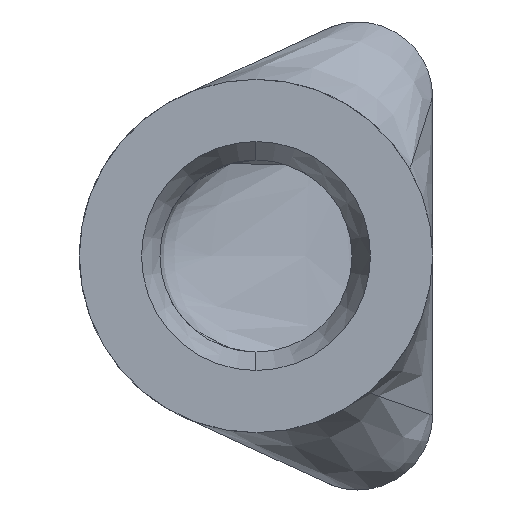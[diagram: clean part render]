
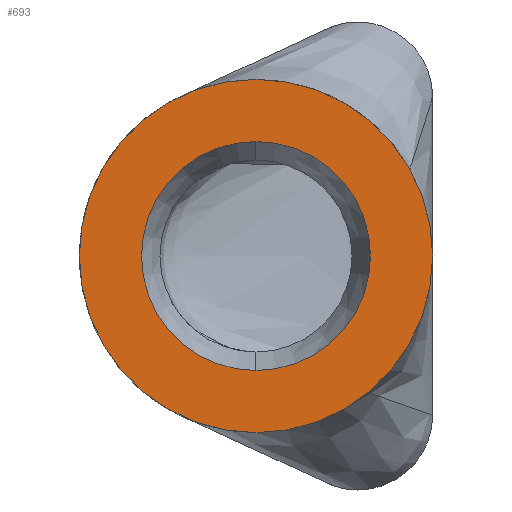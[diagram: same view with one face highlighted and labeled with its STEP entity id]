
A CAD part, left-side view. The second image highlights one B-rep face of the part: STEP entity #693.
In plain terms, the highlighted planar face has unit normal (-1, 0, 0).
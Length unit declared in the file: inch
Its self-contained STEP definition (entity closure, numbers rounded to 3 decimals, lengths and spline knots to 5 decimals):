
#2 = CARTESIAN_POINT ( 'NONE',  ( 0., 0.3125, 0. ) ) ;
#19 = AXIS2_PLACEMENT_3D ( 'NONE', #478, #832, #47 ) ;
#33 = CARTESIAN_POINT ( 'NONE',  ( 0., 0.3125, 0.3125 ) ) ;
#47 = DIRECTION ( 'NONE',  ( 0., 0., 1. ) ) ;
#171 = AXIS2_PLACEMENT_3D ( 'NONE', #281, #1008, #752 ) ;
#174 = VERTEX_POINT ( 'NONE', #225 ) ;
#205 = CIRCLE ( 'NONE', #19, 0.20264 ) ;
#225 = CARTESIAN_POINT ( 'NONE',  ( 0., 0.3125, 0.20264 ) ) ;
#239 = EDGE_LOOP ( 'NONE', ( #876, #977 ) ) ;
#252 = CARTESIAN_POINT ( 'NONE',  ( 0., 0., 0. ) ) ;
#260 = CIRCLE ( 'NONE', #440, 0.3125 ) ;
#275 = DIRECTION ( 'NONE',  ( 0., 0., 1. ) ) ;
#281 = CARTESIAN_POINT ( 'NONE',  ( 0., 0.3125, 0. ) ) ;
#329 = EDGE_CURVE ( 'NONE', #1080, #466, #260, .T. ) ;
#342 = ORIENTED_EDGE ( 'NONE', *, *, #938, .T. ) ;
#389 = EDGE_LOOP ( 'NONE', ( #342, #884 ) ) ;
#401 = VERTEX_POINT ( 'NONE', #710 ) ;
#440 = AXIS2_PLACEMENT_3D ( 'NONE', #2, #1066, #275 ) ;
#447 = DIRECTION ( 'NONE',  ( -1., 0., 0. ) ) ;
#466 = VERTEX_POINT ( 'NONE', #33 ) ;
#476 = CIRCLE ( 'NONE', #1084, 0.3125 ) ;
#478 = CARTESIAN_POINT ( 'NONE',  ( 0., 0.3125, 0. ) ) ;
#499 = EDGE_CURVE ( 'NONE', #174, #401, #646, .T. ) ;
#503 = EDGE_CURVE ( 'NONE', #401, #174, #205, .T. ) ;
#628 = DIRECTION ( 'NONE',  ( 0., 0., 1. ) ) ;
#646 = CIRCLE ( 'NONE', #171, 0.20264 ) ;
#692 = FACE_OUTER_BOUND ( 'NONE', #389, .T. ) ;
#693 = ADVANCED_FACE ( 'NONE', ( #905, #692 ), #1062, .T. ) ;
#710 = CARTESIAN_POINT ( 'NONE',  ( 0., 0.3125, -0.20264 ) ) ;
#721 = DIRECTION ( 'NONE',  ( -1., 0., 0. ) ) ;
#752 = DIRECTION ( 'NONE',  ( 0., 0., 1. ) ) ;
#804 = CARTESIAN_POINT ( 'NONE',  ( 0., 0.3125, 0. ) ) ;
#832 = DIRECTION ( 'NONE',  ( 1., 0., 0. ) ) ;
#876 = ORIENTED_EDGE ( 'NONE', *, *, #499, .T. ) ;
#884 = ORIENTED_EDGE ( 'NONE', *, *, #329, .T. ) ;
#905 = FACE_BOUND ( 'NONE', #239, .T. ) ;
#915 = CARTESIAN_POINT ( 'NONE',  ( 0., 0.3125, -0.3125 ) ) ;
#938 = EDGE_CURVE ( 'NONE', #466, #1080, #476, .T. ) ;
#977 = ORIENTED_EDGE ( 'NONE', *, *, #503, .T. ) ;
#1005 = DIRECTION ( 'NONE',  ( 0., 0., 1. ) ) ;
#1008 = DIRECTION ( 'NONE',  ( 1., 0., 0. ) ) ;
#1010 = AXIS2_PLACEMENT_3D ( 'NONE', #252, #447, #1005 ) ;
#1062 = PLANE ( 'NONE',  #1010 ) ;
#1066 = DIRECTION ( 'NONE',  ( -1., 0., 0. ) ) ;
#1080 = VERTEX_POINT ( 'NONE', #915 ) ;
#1084 = AXIS2_PLACEMENT_3D ( 'NONE', #804, #721, #628 ) ;
